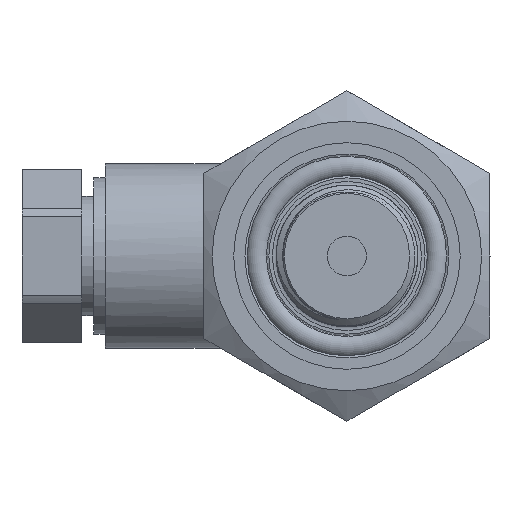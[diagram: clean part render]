
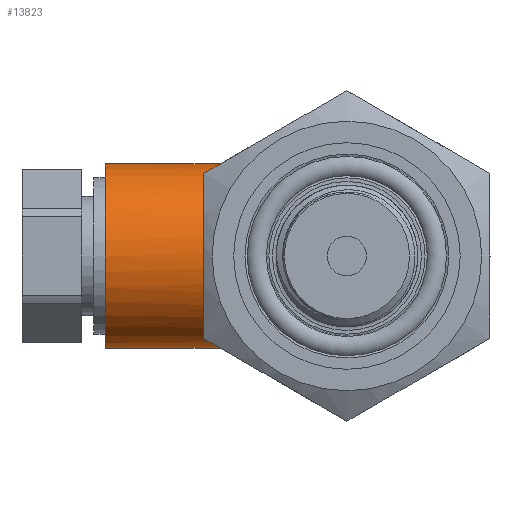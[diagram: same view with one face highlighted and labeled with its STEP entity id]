
A CAD part, left-side view. The second image highlights one B-rep face of the part: STEP entity #13823.
In plain terms, the highlighted cylindrical face has radius 7.75 mm (diameter 15.5 mm), a full revolution.
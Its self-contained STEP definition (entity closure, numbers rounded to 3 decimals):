
#175=ELLIPSE('',#14524,7.752,7.75);
#1415=FACE_OUTER_BOUND('',#2221,.T.);
#2221=EDGE_LOOP('',(#12566,#12567,#12568,#12569,#12570,#12571,#12572,#12573,
#12574,#12575,#12576,#12577,#12578));
#2483=CIRCLE('',#14522,7.75);
#2484=CIRCLE('',#14523,7.75);
#2485=CIRCLE('',#14525,7.75);
#2486=CIRCLE('',#14526,7.75);
#2487=CIRCLE('',#14527,7.75);
#3297=B_SPLINE_CURVE_WITH_KNOTS('',3,(#88987,#88988,#88989,#88990,#88991,
#88992),.UNSPECIFIED.,.F.,.F.,(4,2,4),(0.,0.197,0.394),
 .UNSPECIFIED.);
#3305=B_SPLINE_CURVE_WITH_KNOTS('',3,(#92036,#92037,#92038,#92039,#92040,
#92041),.UNSPECIFIED.,.F.,.F.,(4,2,4),(-0.394,-0.197,
0.),.UNSPECIFIED.);
#3306=B_SPLINE_CURVE_WITH_KNOTS('',3,(#92043,#92044,#92045,#92046,#92047,
#92048),.UNSPECIFIED.,.F.,.F.,(4,2,4),(-1.208,-1.012,
-0.815),.UNSPECIFIED.);
#3307=B_SPLINE_CURVE_WITH_KNOTS('',3,(#92052,#92053,#92054,#92055,#92056,
#92057,#92058,#92059,#92060,#92061),.UNSPECIFIED.,.F.,.F.,(4,2,2,2,4),(-1.982,
-1.821,-1.654,-1.486,-1.325),
 .UNSPECIFIED.);
#3308=B_SPLINE_CURVE_WITH_KNOTS('',3,(#92064,#92065,#92066,#92067,#92068,
#92069),.UNSPECIFIED.,.F.,.F.,(4,2,4),(-0.394,-0.197,
0.),.UNSPECIFIED.);
#4227=LINE('',#92028,#5237);
#5237=VECTOR('',#16741,7.75);
#6615=VERTEX_POINT('',#88984);
#6616=VERTEX_POINT('',#88986);
#6621=VERTEX_POINT('',#92026);
#6622=VERTEX_POINT('',#92029);
#6623=VERTEX_POINT('',#92031);
#6624=VERTEX_POINT('',#92033);
#6625=VERTEX_POINT('',#92035);
#6626=VERTEX_POINT('',#92042);
#6627=VERTEX_POINT('',#92049);
#6628=VERTEX_POINT('',#92051);
#6629=VERTEX_POINT('',#92062);
#8626=EDGE_CURVE('',#6616,#6615,#3297,.T.);
#8637=EDGE_CURVE('',#6621,#6621,#2483,.T.);
#8638=EDGE_CURVE('',#6621,#6616,#4227,.T.);
#8639=EDGE_CURVE('',#6615,#6622,#2484,.F.);
#8640=EDGE_CURVE('',#6622,#6623,#175,.F.);
#8641=EDGE_CURVE('',#6623,#6624,#2485,.F.);
#8642=EDGE_CURVE('',#6624,#6625,#3305,.T.);
#8643=EDGE_CURVE('',#6625,#6626,#3306,.T.);
#8644=EDGE_CURVE('',#6626,#6627,#2486,.F.);
#8645=EDGE_CURVE('',#6627,#6628,#3307,.T.);
#8646=EDGE_CURVE('',#6628,#6629,#2487,.F.);
#8647=EDGE_CURVE('',#6629,#6616,#3308,.T.);
#12566=ORIENTED_EDGE('',*,*,#8637,.T.);
#12567=ORIENTED_EDGE('',*,*,#8638,.T.);
#12568=ORIENTED_EDGE('',*,*,#8626,.T.);
#12569=ORIENTED_EDGE('',*,*,#8639,.T.);
#12570=ORIENTED_EDGE('',*,*,#8640,.T.);
#12571=ORIENTED_EDGE('',*,*,#8641,.T.);
#12572=ORIENTED_EDGE('',*,*,#8642,.T.);
#12573=ORIENTED_EDGE('',*,*,#8643,.T.);
#12574=ORIENTED_EDGE('',*,*,#8644,.T.);
#12575=ORIENTED_EDGE('',*,*,#8645,.T.);
#12576=ORIENTED_EDGE('',*,*,#8646,.T.);
#12577=ORIENTED_EDGE('',*,*,#8647,.T.);
#12578=ORIENTED_EDGE('',*,*,#8638,.F.);
#13106=CYLINDRICAL_SURFACE('',#14521,7.75);
#13823=ADVANCED_FACE('',(#1415),#13106,.T.);
#14521=AXIS2_PLACEMENT_3D('',#92025,#16737,#16738);
#14522=AXIS2_PLACEMENT_3D('',#92027,#16739,#16740);
#14523=AXIS2_PLACEMENT_3D('',#92030,#16742,#16743);
#14524=AXIS2_PLACEMENT_3D('',#92032,#16744,#16745);
#14525=AXIS2_PLACEMENT_3D('',#92034,#16746,#16747);
#14526=AXIS2_PLACEMENT_3D('',#92050,#16748,#16749);
#14527=AXIS2_PLACEMENT_3D('',#92063,#16750,#16751);
#16737=DIRECTION('center_axis',(0.,1.,0.));
#16738=DIRECTION('ref_axis',(0.,0.,-1.));
#16739=DIRECTION('center_axis',(0.,-1.,0.));
#16740=DIRECTION('ref_axis',(0.,0.,-1.));
#16741=DIRECTION('',(0.,-1.,0.));
#16742=DIRECTION('center_axis',(0.,-1.,0.));
#16743=DIRECTION('ref_axis',(0.,0.,-1.));
#16744=DIRECTION('center_axis',(-0.021,-1.,
0.));
#16745=DIRECTION('ref_axis',(1.,-0.021,0.));
#16746=DIRECTION('center_axis',(0.,-1.,0.));
#16747=DIRECTION('ref_axis',(0.,0.,-1.));
#16748=DIRECTION('center_axis',(0.,-1.,0.));
#16749=DIRECTION('ref_axis',(0.,0.,-1.));
#16750=DIRECTION('center_axis',(0.,-1.,0.));
#16751=DIRECTION('ref_axis',(0.,0.,-1.));
#88984=CARTESIAN_POINT('',(3.808,7.75,6.75));
#88986=CARTESIAN_POINT('',(0.,6.75,7.75));
#88987=CARTESIAN_POINT('Ctrl Pts',(0.,6.75,7.75));
#88988=CARTESIAN_POINT('Ctrl Pts',(0.618,6.972,7.75));
#88989=CARTESIAN_POINT('Ctrl Pts',(1.289,7.215,7.672));
#88990=CARTESIAN_POINT('Ctrl Pts',(2.598,7.602,7.333));
#88991=CARTESIAN_POINT('Ctrl Pts',(3.236,7.75,7.072));
#88992=CARTESIAN_POINT('Ctrl Pts',(3.808,7.75,6.75));
#92025=CARTESIAN_POINT('Origin',(0.,3.5,0.));
#92026=CARTESIAN_POINT('',(0.,20.25,7.75));
#92027=CARTESIAN_POINT('Origin',(0.,20.25,0.));
#92028=CARTESIAN_POINT('',(0.,3.5,7.75));
#92029=CARTESIAN_POINT('',(6.5,7.75,4.22));
#92030=CARTESIAN_POINT('Origin',(0.,7.75,0.));
#92031=CARTESIAN_POINT('',(6.5,7.75,-4.22));
#92032=CARTESIAN_POINT('Origin',(0.,7.885,0.));
#92033=CARTESIAN_POINT('',(3.808,7.75,-6.75));
#92034=CARTESIAN_POINT('Origin',(0.,7.75,0.));
#92035=CARTESIAN_POINT('',(0.,6.75,-7.75));
#92036=CARTESIAN_POINT('Ctrl Pts',(3.808,7.75,-6.75));
#92037=CARTESIAN_POINT('Ctrl Pts',(3.236,7.75,-7.072));
#92038=CARTESIAN_POINT('Ctrl Pts',(2.598,7.602,-7.333));
#92039=CARTESIAN_POINT('Ctrl Pts',(1.289,7.215,-7.672));
#92040=CARTESIAN_POINT('Ctrl Pts',(0.618,6.972,-7.75));
#92041=CARTESIAN_POINT('Ctrl Pts',(0.,6.75,-7.75));
#92042=CARTESIAN_POINT('',(-3.808,7.75,-6.75));
#92043=CARTESIAN_POINT('Ctrl Pts',(0.,6.75,-7.75));
#92044=CARTESIAN_POINT('Ctrl Pts',(-0.618,6.972,-7.75));
#92045=CARTESIAN_POINT('Ctrl Pts',(-1.289,7.215,-7.672));
#92046=CARTESIAN_POINT('Ctrl Pts',(-2.598,7.602,-7.333));
#92047=CARTESIAN_POINT('Ctrl Pts',(-3.236,7.75,-7.072));
#92048=CARTESIAN_POINT('Ctrl Pts',(-3.808,7.75,-6.75));
#92049=CARTESIAN_POINT('',(-7.,7.75,-3.326));
#92050=CARTESIAN_POINT('Origin',(0.,7.75,0.));
#92051=CARTESIAN_POINT('',(-7.,7.75,3.326));
#92052=CARTESIAN_POINT('Ctrl Pts',(-7.,7.75,-3.326));
#92053=CARTESIAN_POINT('Ctrl Pts',(-7.232,7.75,-2.839));
#92054=CARTESIAN_POINT('Ctrl Pts',(-7.424,7.668,-2.295));
#92055=CARTESIAN_POINT('Ctrl Pts',(-7.686,7.495,-1.157));
#92056=CARTESIAN_POINT('Ctrl Pts',(-7.75,7.411,-0.559));
#92057=CARTESIAN_POINT('Ctrl Pts',(-7.75,7.411,0.559));
#92058=CARTESIAN_POINT('Ctrl Pts',(-7.686,7.495,1.157));
#92059=CARTESIAN_POINT('Ctrl Pts',(-7.424,7.668,2.295));
#92060=CARTESIAN_POINT('Ctrl Pts',(-7.232,7.75,2.839));
#92061=CARTESIAN_POINT('Ctrl Pts',(-7.,7.75,3.326));
#92062=CARTESIAN_POINT('',(-3.808,7.75,6.75));
#92063=CARTESIAN_POINT('Origin',(0.,7.75,0.));
#92064=CARTESIAN_POINT('Ctrl Pts',(-3.808,7.75,6.75));
#92065=CARTESIAN_POINT('Ctrl Pts',(-3.236,7.75,7.072));
#92066=CARTESIAN_POINT('Ctrl Pts',(-2.598,7.602,7.333));
#92067=CARTESIAN_POINT('Ctrl Pts',(-1.289,7.215,7.672));
#92068=CARTESIAN_POINT('Ctrl Pts',(-0.618,6.972,7.75));
#92069=CARTESIAN_POINT('Ctrl Pts',(0.,6.75,7.75));
